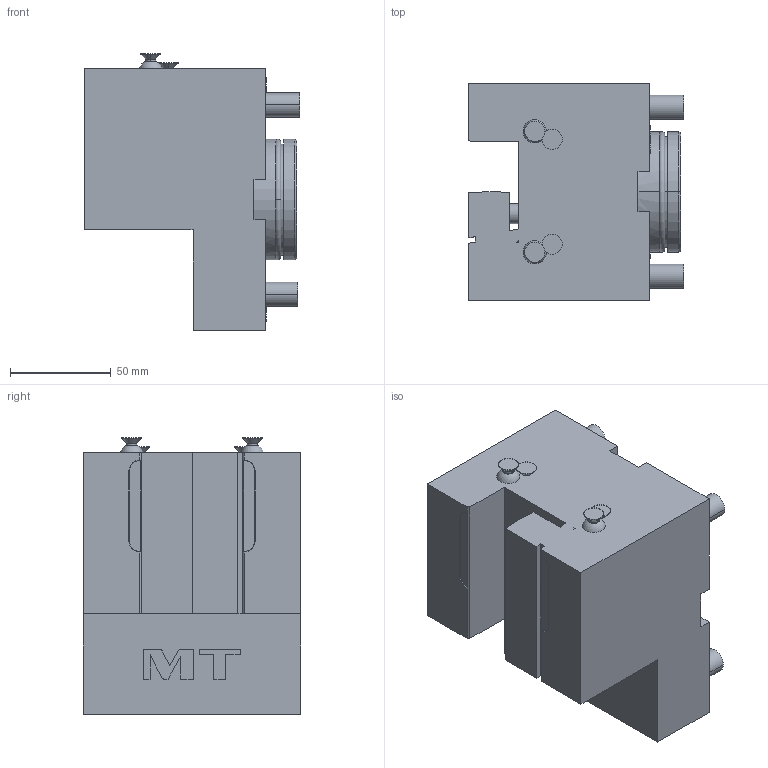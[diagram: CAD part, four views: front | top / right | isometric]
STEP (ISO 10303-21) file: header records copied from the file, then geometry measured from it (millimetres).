
FILE_DESCRIPTION((''),'2;1');
FILE_NAME('MNL0132510_CONF','2025-09-26T09:37:10',('fpalella'),('M.T. srl'),'CREO PARAMETRIC BY PTC INC, 2023352','CREO PARAMETRIC BY PTC INC, 2023352','');
FILE_SCHEMA(('CONFIG_CONTROL_DESIGN'));
Length unit declared in the file: millimetre
Products named in the file (1): MNL0132510_CONF
Bounding box: 107 x 108 x 137.55 mm (x, y, z)
Volume: 951370.5 mm3; surface area: 80393.1 mm2
Topology: 1 solids, 1 shells, 140 faces, 350 edges, 230 vertices
Faces by surface type: plane 82, cylinder 34, cone 14, torus 6, extrusion 2, sphere 2
Entity records: 4432 total; most frequent: CARTESIAN_POINT 956, DIRECTION 716, ORIENTED_EDGE 700, EDGE_CURVE 350, AXIS2_PLACEMENT_3D 242, VECTOR 232, LINE 230, VERTEX_POINT 230
